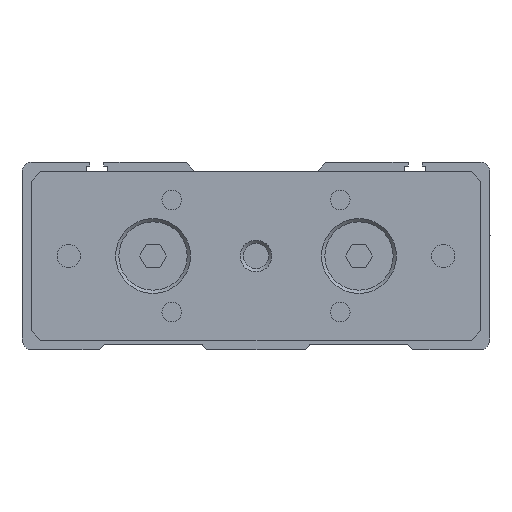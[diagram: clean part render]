
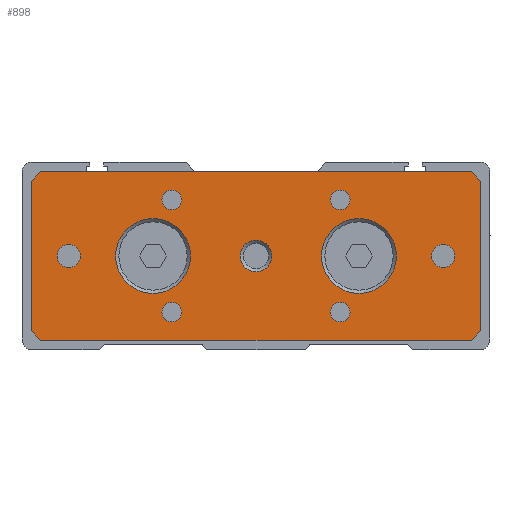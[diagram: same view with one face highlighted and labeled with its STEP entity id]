
A CAD part, left-side view. The second image highlights one B-rep face of the part: STEP entity #898.
In plain terms, the highlighted planar face has unit normal (-1, 0, 0).
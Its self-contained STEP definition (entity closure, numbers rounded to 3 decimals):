
#196=CARTESIAN_POINT('',(-15.,-154.,18.));
#197=VERTEX_POINT('Vertex10',#196);
#204=CARTESIAN_POINT('',(-15.,-246.,18.));
#205=VERTEX_POINT('Vertex11',#204);
#206=CARTESIAN_POINT('',(-15.,-200.,18.));
#207=DIRECTION('',(0.,-1.,0.));
#208=VECTOR('',#207,1.);
#209=LINE('nurbsCrv10',#206,#208);
#210=EDGE_CURVE('Edge10',#197,#205,#209,.T.);
#634=CARTESIAN_POINT('',(-15.,-178.,8.));
#635=VERTEX_POINT('Vertex37',#634);
#636=CARTESIAN_POINT('',(-15.,-178.,0.));
#637=DIRECTION('',(1.,0.,0.));
#638=DIRECTION('',(0.,0.,1.));
#639=AXIS2_PLACEMENT_3D('',#636,#637,#638);
#640=CIRCLE('nurbsCrv49',#639,8.);
#641=EDGE_CURVE('Edge49',#635,#635,#640,.T.);
#679=CARTESIAN_POINT('',(-15.,-200.,3.4));
#680=VERTEX_POINT('Vertex39',#679);
#681=CARTESIAN_POINT('',(-15.,-200.,0.));
#682=DIRECTION('',(1.,0.,0.));
#683=DIRECTION('',(0.,0.,1.));
#684=AXIS2_PLACEMENT_3D('',#681,#682,#683);
#685=CIRCLE('nurbsCrv51',#684,3.4);
#686=EDGE_CURVE('Edge51',#680,#680,#685,.T.);
#716=CARTESIAN_POINT('',(-15.,-222.,8.));
#717=VERTEX_POINT('Vertex41',#716);
#718=CARTESIAN_POINT('',(-15.,-222.,0.));
#719=DIRECTION('',(1.,0.,0.));
#720=DIRECTION('',(0.,0.,1.));
#721=AXIS2_PLACEMENT_3D('',#718,#719,#720);
#722=CIRCLE('nurbsCrv53',#721,8.);
#723=EDGE_CURVE('Edge53',#717,#717,#722,.T.);
#761=ORIENTED_EDGE('Edgeuse100',*,*,#210,.F.);
#762=CARTESIAN_POINT('',(-15.,-152.,16.));
#763=VERTEX_POINT('Vertex42',#762);
#764=CARTESIAN_POINT('',(-15.,-153.,17.));
#765=DIRECTION('',(0.,0.707,-0.707)
);
#766=VECTOR('',#765,1.);
#767=LINE('nurbsCrv54',#764,#766);
#768=EDGE_CURVE('Edge54',#197,#763,#767,.T.);
#769=ORIENTED_EDGE('Edgeuse101',*,*,#768,.T.);
#770=CARTESIAN_POINT('',(-15.,-152.,-16.));
#771=VERTEX_POINT('Vertex43',#770);
#772=CARTESIAN_POINT('',(-15.,-152.,0.));
#773=DIRECTION('',(0.,0.,-1.));
#774=VECTOR('',#773,1.);
#775=LINE('nurbsCrv55',#772,#774);
#776=EDGE_CURVE('Edge55',#763,#771,#775,.T.);
#777=ORIENTED_EDGE('Edgeuse102',*,*,#776,.T.);
#778=CARTESIAN_POINT('',(-15.,-154.,-18.));
#779=VERTEX_POINT('Vertex44',#778);
#780=CARTESIAN_POINT('',(-15.,-153.,-17.));
#781=DIRECTION('',(0.,-0.707,-0.707)
);
#782=VECTOR('',#781,1.);
#783=LINE('nurbsCrv56',#780,#782);
#784=EDGE_CURVE('Edge56',#771,#779,#783,.T.);
#785=ORIENTED_EDGE('Edgeuse103',*,*,#784,.T.);
#786=CARTESIAN_POINT('',(-15.,-246.,-18.));
#787=VERTEX_POINT('Vertex45',#786);
#788=CARTESIAN_POINT('',(-15.,-200.,-18.));
#789=DIRECTION('',(0.,-1.,0.));
#790=VECTOR('',#789,1.);
#791=LINE('nurbsCrv57',#788,#790);
#792=EDGE_CURVE('Edge57',#779,#787,#791,.T.);
#793=ORIENTED_EDGE('Edgeuse104',*,*,#792,.T.);
#794=CARTESIAN_POINT('',(-15.,-248.,-16.));
#795=VERTEX_POINT('Vertex46',#794);
#796=CARTESIAN_POINT('',(-15.,-247.,-17.));
#797=DIRECTION('',(0.,0.707,-0.707)
);
#798=VECTOR('',#797,1.);
#799=LINE('nurbsCrv58',#796,#798);
#800=EDGE_CURVE('Edge58',#795,#787,#799,.T.);
#801=ORIENTED_EDGE('Edgeuse105',*,*,#800,.F.);
#802=CARTESIAN_POINT('',(-15.,-248.,16.));
#803=VERTEX_POINT('Vertex47',#802);
#804=CARTESIAN_POINT('',(-15.,-248.,0.));
#805=DIRECTION('',(0.,0.,-1.));
#806=VECTOR('',#805,1.);
#807=LINE('nurbsCrv59',#804,#806);
#808=EDGE_CURVE('Edge59',#803,#795,#807,.T.);
#809=ORIENTED_EDGE('Edgeuse106',*,*,#808,.F.);
#810=CARTESIAN_POINT('',(-15.,-247.,17.));
#811=DIRECTION('',(0.,-0.707,-0.707));
#812=VECTOR('',#811,1.);
#813=LINE('nurbsCrv60',#810,#812);
#814=EDGE_CURVE('Edge60',#205,#803,#813,.T.);
#815=ORIENTED_EDGE('Edgeuse107',*,*,#814,.F.);
#816=EDGE_LOOP('',(#761,#769,#777,#785,#793,#801,#809,#815));
#817=FACE_OUTER_BOUND('',#816,.T.);
#818=CARTESIAN_POINT('',(-15.,-240.,2.5));
#819=VERTEX_POINT('Vertex48',#818);
#820=CARTESIAN_POINT('',(-15.,-240.,0.));
#821=DIRECTION('',(1.,0.,0.));
#822=DIRECTION('',(0.,0.,1.));
#823=AXIS2_PLACEMENT_3D('',#820,#821,#822);
#824=CIRCLE('nurbsCrv61',#823,2.5);
#825=EDGE_CURVE('Edge61',#819,#819,#824,.T.);
#826=ORIENTED_EDGE('Edgeuse108',*,*,#825,.T.);
#827=EDGE_LOOP('',(#826));
#828=FACE_BOUND('',#827,.T.);
#829=CARTESIAN_POINT('',(-15.,-218.,14.1));
#830=VERTEX_POINT('Vertex49',#829);
#831=CARTESIAN_POINT('',(-15.,-218.,12.));
#832=DIRECTION('',(1.,0.,0.));
#833=DIRECTION('',(0.,0.,1.));
#834=AXIS2_PLACEMENT_3D('',#831,#832,#833);
#835=CIRCLE('nurbsCrv62',#834,2.1);
#836=EDGE_CURVE('Edge62',#830,#830,#835,.T.);
#837=ORIENTED_EDGE('Edgeuse109',*,*,#836,.T.);
#838=EDGE_LOOP('',(#837));
#839=FACE_BOUND('',#838,.T.);
#840=CARTESIAN_POINT('',(-15.,-218.,-9.9));
#841=VERTEX_POINT('Vertex50',#840);
#842=CARTESIAN_POINT('',(-15.,-218.,-12.));
#843=DIRECTION('',(1.,0.,0.));
#844=DIRECTION('',(0.,0.,1.));
#845=AXIS2_PLACEMENT_3D('',#842,#843,#844);
#846=CIRCLE('nurbsCrv63',#845,2.1);
#847=EDGE_CURVE('Edge63',#841,#841,#846,.T.);
#848=ORIENTED_EDGE('Edgeuse110',*,*,#847,.T.);
#849=EDGE_LOOP('',(#848));
#850=FACE_BOUND('',#849,.T.);
#851=CARTESIAN_POINT('',(-15.,-182.,-9.9));
#852=VERTEX_POINT('Vertex51',#851);
#853=CARTESIAN_POINT('',(-15.,-182.,-12.));
#854=DIRECTION('',(1.,0.,0.));
#855=DIRECTION('',(0.,0.,1.));
#856=AXIS2_PLACEMENT_3D('',#853,#854,#855);
#857=CIRCLE('nurbsCrv64',#856,2.1);
#858=EDGE_CURVE('Edge64',#852,#852,#857,.T.);
#859=ORIENTED_EDGE('Edgeuse111',*,*,#858,.T.);
#860=EDGE_LOOP('',(#859));
#861=FACE_BOUND('',#860,.T.);
#862=CARTESIAN_POINT('',(-15.,-182.,14.1));
#863=VERTEX_POINT('Vertex52',#862);
#864=CARTESIAN_POINT('',(-15.,-182.,12.));
#865=DIRECTION('',(1.,0.,0.));
#866=DIRECTION('',(0.,0.,1.));
#867=AXIS2_PLACEMENT_3D('',#864,#865,#866);
#868=CIRCLE('nurbsCrv65',#867,2.1);
#869=EDGE_CURVE('Edge65',#863,#863,#868,.T.);
#870=ORIENTED_EDGE('Edgeuse112',*,*,#869,.T.);
#871=EDGE_LOOP('',(#870));
#872=FACE_BOUND('',#871,.T.);
#873=CARTESIAN_POINT('',(-15.,-160.,2.5));
#874=VERTEX_POINT('Vertex53',#873);
#875=CARTESIAN_POINT('',(-15.,-160.,0.));
#876=DIRECTION('',(1.,0.,0.));
#877=DIRECTION('',(0.,0.,1.));
#878=AXIS2_PLACEMENT_3D('',#875,#876,#877);
#879=CIRCLE('nurbsCrv66',#878,2.5);
#880=EDGE_CURVE('Edge66',#874,#874,#879,.T.);
#881=ORIENTED_EDGE('Edgeuse113',*,*,#880,.T.);
#882=EDGE_LOOP('',(#881));
#883=FACE_BOUND('',#882,.T.);
#884=ORIENTED_EDGE('Edgeuse97',*,*,#641,.T.);
#885=EDGE_LOOP('',(#884));
#886=FACE_BOUND('',#885,.T.);
#887=ORIENTED_EDGE('Edgeuse98',*,*,#686,.T.);
#888=EDGE_LOOP('',(#887));
#889=FACE_BOUND('',#888,.T.);
#890=ORIENTED_EDGE('Edgeuse99',*,*,#723,.T.);
#891=EDGE_LOOP('',(#890));
#892=FACE_BOUND('',#891,.T.);
#893=CARTESIAN_POINT('',(-15.,-200.,0.));
#894=DIRECTION('',(-1.,0.,0.));
#895=DIRECTION('',(0.,0.,-1.));
#896=AXIS2_PLACEMENT_3D('',#893,#894,#895);
#897=PLANE('nurbsSrf27',#896);
#898=ADVANCED_FACE('Face27',(#817,#828,#839,#850,#861,#872,#883,#886,#889,#892)
,#897,.T.);
